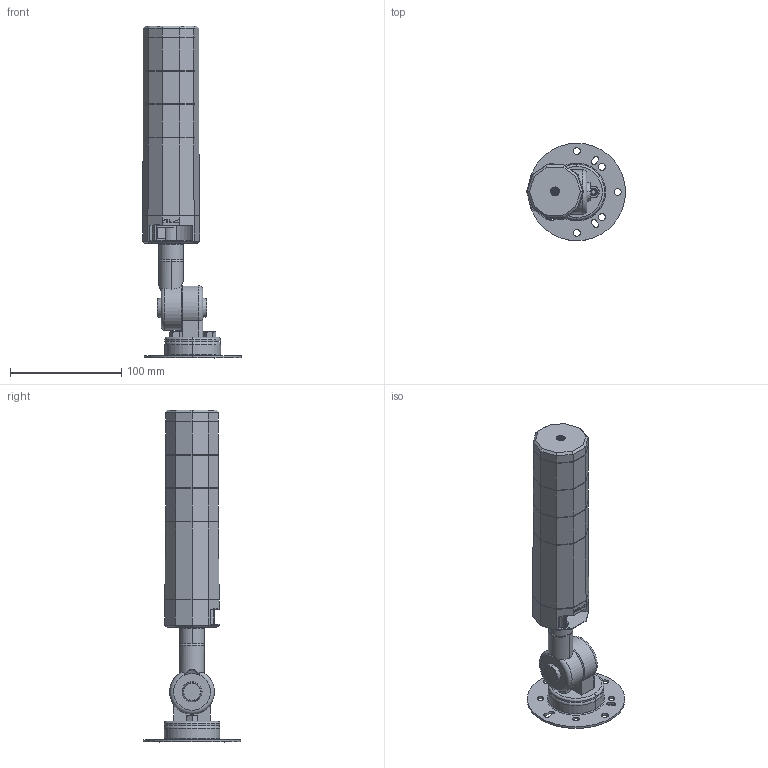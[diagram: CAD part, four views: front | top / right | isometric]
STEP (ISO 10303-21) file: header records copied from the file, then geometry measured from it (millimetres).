
FILE_DESCRIPTION((''),'2;1');
FILE_NAME('NLA50DC-3B3DZ SERIES.stp','2023-12-26T13:32:31',(''),(''),'Mechanical Desktop 2011','Mechanical Desktop 2011',', , ');
FILE_SCHEMA(('CONFIG_CONTROL_DESIGN'));
Length unit declared in the file: millimetre
Products named in the file (1): Product
Bounding box: 88.86 x 87.5 x 298 mm (x, y, z)
Volume: 440667.2 mm3; surface area: 94232.2 mm2
Topology: 26 solids, 26 shells, 587 faces, 1452 edges, 939 vertices
Faces by surface type: plane 352, cylinder 121, bspline 62, cone 28, torus 18, sphere 6
Entity records: 19103 total; most frequent: CARTESIAN_POINT 5085, ORIENTED_EDGE 2904, DIRECTION 2829, EDGE_CURVE 1452, AXIS2_PLACEMENT_3D 955, VERTEX_POINT 939, VECTOR 919, LINE 919
